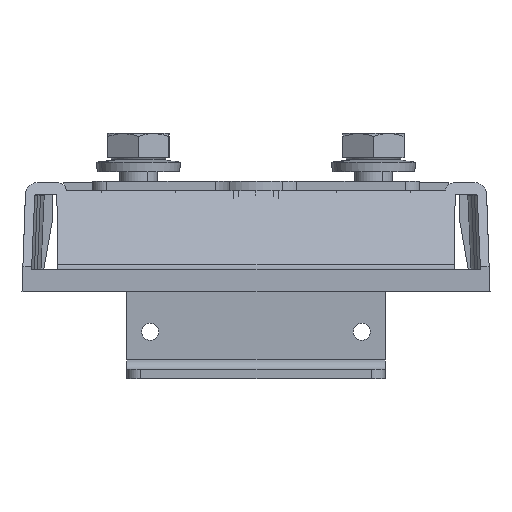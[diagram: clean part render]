
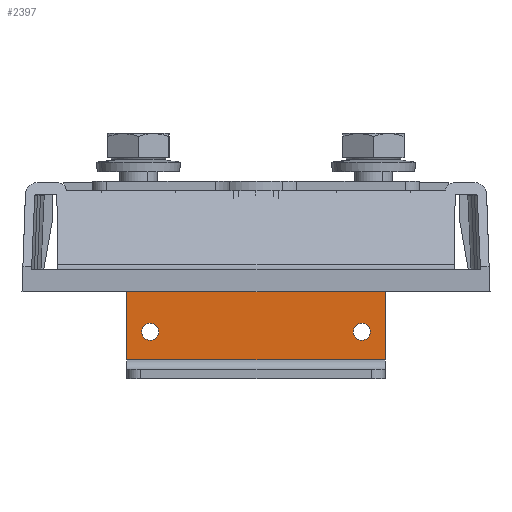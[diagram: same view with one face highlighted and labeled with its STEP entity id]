
A CAD part, left-side view. The second image highlights one B-rep face of the part: STEP entity #2397.
In plain terms, the highlighted face is planar.
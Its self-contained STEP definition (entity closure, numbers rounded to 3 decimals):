
#2271=AXIS2_PLACEMENT_3D('Plane Axis2P3D',#2268,#2269,#2270) ;
#2275=AXIS2_PLACEMENT_3D('Circle Axis2P3D',#2273,#2274,$) ;
#2289=AXIS2_PLACEMENT_3D('Circle Axis2P3D',#2287,#2288,$) ;
#2294=AXIS2_PLACEMENT_3D('Circle Axis2P3D',#2292,#2293,$) ;
#2308=AXIS2_PLACEMENT_3D('Circle Axis2P3D',#2306,#2307,$) ;
#2327=AXIS2_PLACEMENT_3D('Circle Axis2P3D',#2325,#2326,$) ;
#2336=AXIS2_PLACEMENT_3D('Circle Axis2P3D',#2334,#2335,$) ;
#2345=AXIS2_PLACEMENT_3D('Circle Axis2P3D',#2343,#2344,$) ;
#2354=AXIS2_PLACEMENT_3D('Circle Axis2P3D',#2352,#2353,$) ;
#2363=AXIS2_PLACEMENT_3D('Circle Axis2P3D',#2361,#2362,$) ;
#2372=AXIS2_PLACEMENT_3D('Circle Axis2P3D',#2370,#2371,$) ;
#2381=AXIS2_PLACEMENT_3D('Circle Axis2P3D',#2379,#2380,$) ;
#2390=AXIS2_PLACEMENT_3D('Circle Axis2P3D',#2388,#2389,$) ;
#856=CARTESIAN_POINT('Vertex',(309.75,2.,35.5)) ;
#859=CARTESIAN_POINT('Line Origine',(309.75,2.,36.75)) ;
#863=CARTESIAN_POINT('Vertex',(309.75,2.,38.)) ;
#1090=CARTESIAN_POINT('Vertex',(240.25,2.,38.)) ;
#1093=CARTESIAN_POINT('Line Origine',(240.25,2.,36.75)) ;
#1097=CARTESIAN_POINT('Vertex',(240.25,2.,35.5)) ;
#1557=CARTESIAN_POINT('Line Origine',(275.,2.,38.)) ;
#1814=CARTESIAN_POINT('Vertex',(247.5,2.,29.5)) ;
#1817=CARTESIAN_POINT('Line Origine',(247.5,2.,16.75)) ;
#1821=CARTESIAN_POINT('Vertex',(247.5,2.,4.)) ;
#1952=CARTESIAN_POINT('Vertex',(302.5,2.,4.)) ;
#1955=CARTESIAN_POINT('Line Origine',(302.5,2.,16.75)) ;
#1959=CARTESIAN_POINT('Vertex',(302.5,2.,29.5)) ;
#2086=CARTESIAN_POINT('Line Origine',(275.,2.,4.)) ;
#2268=CARTESIAN_POINT('Axis2P3D Location',(-240.,2.,0.)) ;
#2273=CARTESIAN_POINT('Axis2P3D Location',(244.5,2.,29.5)) ;
#2277=CARTESIAN_POINT('Vertex',(244.5,2.,32.5)) ;
#2280=CARTESIAN_POINT('Line Origine',(243.875,2.,32.5)) ;
#2284=CARTESIAN_POINT('Vertex',(243.25,2.,32.5)) ;
#2287=CARTESIAN_POINT('Axis2P3D Location',(243.25,2.,35.5)) ;
#2292=CARTESIAN_POINT('Axis2P3D Location',(306.75,2.,35.5)) ;
#2296=CARTESIAN_POINT('Vertex',(306.75,2.,32.5)) ;
#2299=CARTESIAN_POINT('Line Origine',(306.125,2.,32.5)) ;
#2303=CARTESIAN_POINT('Vertex',(305.5,2.,32.5)) ;
#2306=CARTESIAN_POINT('Axis2P3D Location',(305.5,2.,29.5)) ;
#2325=CARTESIAN_POINT('Axis2P3D Location',(264.,2.,30.)) ;
#2329=CARTESIAN_POINT('Vertex',(264.,2.,28.2)) ;
#2331=CARTESIAN_POINT('Vertex',(264.,2.,31.8)) ;
#2334=CARTESIAN_POINT('Axis2P3D Location',(264.,2.,30.)) ;
#2343=CARTESIAN_POINT('Axis2P3D Location',(286.,2.,30.)) ;
#2347=CARTESIAN_POINT('Vertex',(286.,2.,28.2)) ;
#2349=CARTESIAN_POINT('Vertex',(286.,2.,31.8)) ;
#2352=CARTESIAN_POINT('Axis2P3D Location',(286.,2.,30.)) ;
#2361=CARTESIAN_POINT('Axis2P3D Location',(297.5,2.,10.)) ;
#2365=CARTESIAN_POINT('Vertex',(297.5,2.,8.2)) ;
#2367=CARTESIAN_POINT('Vertex',(297.5,2.,11.8)) ;
#2370=CARTESIAN_POINT('Axis2P3D Location',(297.5,2.,10.)) ;
#2379=CARTESIAN_POINT('Axis2P3D Location',(252.5,2.,10.)) ;
#2383=CARTESIAN_POINT('Vertex',(252.5,2.,8.2)) ;
#2385=CARTESIAN_POINT('Vertex',(252.5,2.,11.8)) ;
#2388=CARTESIAN_POINT('Axis2P3D Location',(252.5,2.,10.)) ;
#860=DIRECTION('Vector Direction',(0.,0.,-1.)) ;
#1094=DIRECTION('Vector Direction',(0.,0.,-1.)) ;
#1558=DIRECTION('Vector Direction',(-1.,0.,0.)) ;
#1818=DIRECTION('Vector Direction',(0.,0.,-1.)) ;
#1956=DIRECTION('Vector Direction',(0.,0.,-1.)) ;
#2087=DIRECTION('Vector Direction',(1.,0.,0.)) ;
#2269=DIRECTION('Axis2P3D Direction',(-0.,1.,0.)) ;
#2270=DIRECTION('Axis2P3D XDirection',(1.,0.,0.)) ;
#2274=DIRECTION('Axis2P3D Direction',(-0.,1.,0.)) ;
#2281=DIRECTION('Vector Direction',(-1.,0.,0.)) ;
#2288=DIRECTION('Axis2P3D Direction',(-0.,1.,0.)) ;
#2293=DIRECTION('Axis2P3D Direction',(-0.,1.,0.)) ;
#2300=DIRECTION('Vector Direction',(1.,0.,0.)) ;
#2307=DIRECTION('Axis2P3D Direction',(-0.,1.,0.)) ;
#2326=DIRECTION('Axis2P3D Direction',(-0.,1.,0.)) ;
#2335=DIRECTION('Axis2P3D Direction',(-0.,1.,0.)) ;
#2344=DIRECTION('Axis2P3D Direction',(-0.,1.,0.)) ;
#2353=DIRECTION('Axis2P3D Direction',(-0.,1.,0.)) ;
#2362=DIRECTION('Axis2P3D Direction',(-0.,1.,0.)) ;
#2371=DIRECTION('Axis2P3D Direction',(-0.,1.,0.)) ;
#2380=DIRECTION('Axis2P3D Direction',(-0.,1.,0.)) ;
#2389=DIRECTION('Axis2P3D Direction',(-0.,1.,0.)) ;
#861=VECTOR('Line Direction',#860,1.) ;
#1095=VECTOR('Line Direction',#1094,1.) ;
#1559=VECTOR('Line Direction',#1558,1.) ;
#1819=VECTOR('Line Direction',#1818,1.) ;
#1957=VECTOR('Line Direction',#1956,1.) ;
#2088=VECTOR('Line Direction',#2087,1.) ;
#2282=VECTOR('Line Direction',#2281,1.) ;
#2301=VECTOR('Line Direction',#2300,1.) ;
#2312=ORIENTED_EDGE('',*,*,#2090,.F.) ;
#2313=ORIENTED_EDGE('',*,*,#1823,.F.) ;
#2314=ORIENTED_EDGE('',*,*,#2279,.F.) ;
#2315=ORIENTED_EDGE('',*,*,#2286,.T.) ;
#2316=ORIENTED_EDGE('',*,*,#2291,.T.) ;
#2317=ORIENTED_EDGE('',*,*,#1099,.F.) ;
#2318=ORIENTED_EDGE('',*,*,#1561,.T.) ;
#2319=ORIENTED_EDGE('',*,*,#865,.T.) ;
#2320=ORIENTED_EDGE('',*,*,#2298,.T.) ;
#2321=ORIENTED_EDGE('',*,*,#2305,.F.) ;
#2322=ORIENTED_EDGE('',*,*,#2310,.F.) ;
#2323=ORIENTED_EDGE('',*,*,#1961,.T.) ;
#2340=ORIENTED_EDGE('',*,*,#2333,.F.) ;
#2341=ORIENTED_EDGE('',*,*,#2338,.F.) ;
#2358=ORIENTED_EDGE('',*,*,#2351,.F.) ;
#2359=ORIENTED_EDGE('',*,*,#2356,.F.) ;
#2376=ORIENTED_EDGE('',*,*,#2369,.F.) ;
#2377=ORIENTED_EDGE('',*,*,#2374,.F.) ;
#2394=ORIENTED_EDGE('',*,*,#2387,.F.) ;
#2395=ORIENTED_EDGE('',*,*,#2392,.F.) ;
#2342=FACE_BOUND('',#2339,.T.) ;
#2360=FACE_BOUND('',#2357,.T.) ;
#2378=FACE_BOUND('',#2375,.T.) ;
#2396=FACE_BOUND('',#2393,.T.) ;
#2397=ADVANCED_FACE('Hauptkoerper nicht benutzen',(#2324,#2342,#2360,#2378,#2396),#2272,.T.) ;
#2276=CIRCLE('generated circle',#2275,3.) ;
#2290=CIRCLE('generated circle',#2289,3.) ;
#2295=CIRCLE('generated circle',#2294,3.) ;
#2309=CIRCLE('generated circle',#2308,3.) ;
#2328=CIRCLE('generated circle',#2327,1.8) ;
#2337=CIRCLE('generated circle',#2336,1.8) ;
#2346=CIRCLE('generated circle',#2345,1.8) ;
#2355=CIRCLE('generated circle',#2354,1.8) ;
#2364=CIRCLE('generated circle',#2363,1.8) ;
#2373=CIRCLE('generated circle',#2372,1.8) ;
#2382=CIRCLE('generated circle',#2381,1.8) ;
#2391=CIRCLE('generated circle',#2390,1.8) ;
#865=EDGE_CURVE('',#864,#857,#862,.T.) ;
#1099=EDGE_CURVE('',#1091,#1098,#1096,.T.) ;
#1561=EDGE_CURVE('',#1091,#864,#1560,.F.) ;
#1823=EDGE_CURVE('',#1815,#1822,#1820,.T.) ;
#1961=EDGE_CURVE('',#1960,#1953,#1958,.T.) ;
#2090=EDGE_CURVE('',#1822,#1953,#2089,.T.) ;
#2279=EDGE_CURVE('',#2278,#1815,#2276,.T.) ;
#2286=EDGE_CURVE('',#2278,#2285,#2283,.T.) ;
#2291=EDGE_CURVE('',#2285,#1098,#2290,.T.) ;
#2298=EDGE_CURVE('',#857,#2297,#2295,.T.) ;
#2305=EDGE_CURVE('',#2304,#2297,#2302,.T.) ;
#2310=EDGE_CURVE('',#1960,#2304,#2309,.T.) ;
#2333=EDGE_CURVE('',#2330,#2332,#2328,.T.) ;
#2338=EDGE_CURVE('',#2332,#2330,#2337,.T.) ;
#2351=EDGE_CURVE('',#2348,#2350,#2346,.T.) ;
#2356=EDGE_CURVE('',#2350,#2348,#2355,.T.) ;
#2369=EDGE_CURVE('',#2366,#2368,#2364,.T.) ;
#2374=EDGE_CURVE('',#2368,#2366,#2373,.T.) ;
#2387=EDGE_CURVE('',#2384,#2386,#2382,.T.) ;
#2392=EDGE_CURVE('',#2386,#2384,#2391,.T.) ;
#2311=EDGE_LOOP('',(#2312,#2313,#2314,#2315,#2316,#2317,#2318,#2319,#2320,#2321,#2322,#2323)) ;
#2339=EDGE_LOOP('',(#2340,#2341)) ;
#2357=EDGE_LOOP('',(#2358,#2359)) ;
#2375=EDGE_LOOP('',(#2376,#2377)) ;
#2393=EDGE_LOOP('',(#2394,#2395)) ;
#2324=FACE_OUTER_BOUND('',#2311,.T.) ;
#862=LINE('Line',#859,#861) ;
#1096=LINE('Line',#1093,#1095) ;
#1560=LINE('Line',#1557,#1559) ;
#1820=LINE('Line',#1817,#1819) ;
#1958=LINE('Line',#1955,#1957) ;
#2089=LINE('Line',#2086,#2088) ;
#2283=LINE('Line',#2280,#2282) ;
#2302=LINE('Line',#2299,#2301) ;
#2272=PLANE('Plane',#2271) ;
#857=VERTEX_POINT('',#856) ;
#864=VERTEX_POINT('',#863) ;
#1091=VERTEX_POINT('',#1090) ;
#1098=VERTEX_POINT('',#1097) ;
#1815=VERTEX_POINT('',#1814) ;
#1822=VERTEX_POINT('',#1821) ;
#1953=VERTEX_POINT('',#1952) ;
#1960=VERTEX_POINT('',#1959) ;
#2278=VERTEX_POINT('',#2277) ;
#2285=VERTEX_POINT('',#2284) ;
#2297=VERTEX_POINT('',#2296) ;
#2304=VERTEX_POINT('',#2303) ;
#2330=VERTEX_POINT('',#2329) ;
#2332=VERTEX_POINT('',#2331) ;
#2348=VERTEX_POINT('',#2347) ;
#2350=VERTEX_POINT('',#2349) ;
#2366=VERTEX_POINT('',#2365) ;
#2368=VERTEX_POINT('',#2367) ;
#2384=VERTEX_POINT('',#2383) ;
#2386=VERTEX_POINT('',#2385) ;
